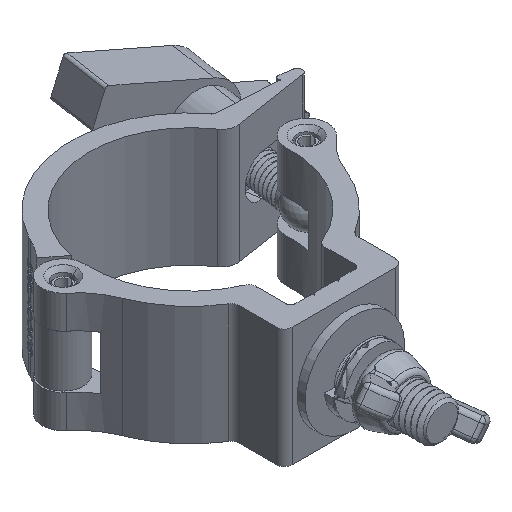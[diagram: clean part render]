
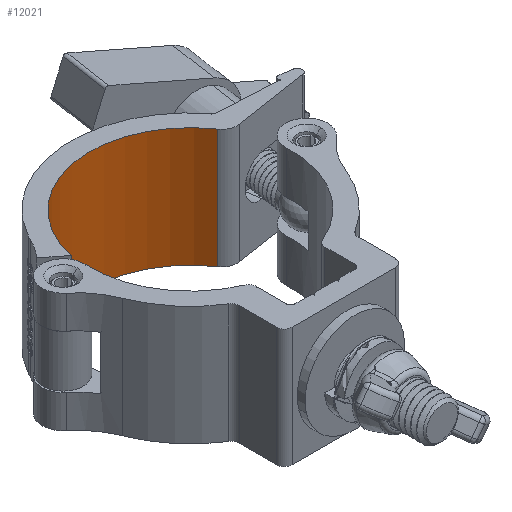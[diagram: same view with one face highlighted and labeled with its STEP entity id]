
A CAD part, isometric view. The second image highlights one B-rep face of the part: STEP entity #12021.
In plain terms, the highlighted cylindrical face has radius 25.4 mm (diameter 50.8 mm), a partial arc.
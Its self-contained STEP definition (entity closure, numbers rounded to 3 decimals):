
#751=CYLINDRICAL_SURFACE('',#12822,25.4);
#1040=FACE_OUTER_BOUND('',#1734,.T.);
#1734=EDGE_LOOP('',(#8207,#8208,#8209,#8210,#8211,#8212,#8213,#8214));
#2469=LINE('',#17106,#3499);
#2470=LINE('',#17110,#3500);
#2471=LINE('',#17114,#3501);
#2472=LINE('',#17117,#3502);
#3499=VECTOR('',#14084,8.5);
#3500=VECTOR('',#14087,13.);
#3501=VECTOR('',#14090,8.5);
#3502=VECTOR('',#14093,30.);
#4509=CIRCLE('',#12813,25.4);
#4517=CIRCLE('',#12823,25.4);
#4518=CIRCLE('',#12824,25.4);
#4519=CIRCLE('',#12825,25.4);
#4838=VERTEX_POINT('',#17073);
#4839=VERTEX_POINT('',#17074);
#4853=VERTEX_POINT('',#17104);
#4854=VERTEX_POINT('',#17108);
#4855=VERTEX_POINT('',#17109);
#4856=VERTEX_POINT('',#17111);
#4857=VERTEX_POINT('',#17113);
#4858=VERTEX_POINT('',#17115);
#6128=EDGE_CURVE('',#4838,#4839,#4509,.T.);
#6144=EDGE_CURVE('',#4839,#4853,#2469,.T.);
#6145=EDGE_CURVE('',#4854,#4855,#2470,.T.);
#6146=EDGE_CURVE('',#4855,#4856,#4517,.T.);
#6147=EDGE_CURVE('',#4856,#4857,#2471,.T.);
#6148=EDGE_CURVE('',#4858,#4857,#4518,.T.);
#6149=EDGE_CURVE('',#4838,#4858,#2472,.T.);
#6150=EDGE_CURVE('',#4854,#4853,#4519,.T.);
#8207=ORIENTED_EDGE('',*,*,#6145,.T.);
#8208=ORIENTED_EDGE('',*,*,#6146,.T.);
#8209=ORIENTED_EDGE('',*,*,#6147,.T.);
#8210=ORIENTED_EDGE('',*,*,#6148,.F.);
#8211=ORIENTED_EDGE('',*,*,#6149,.F.);
#8212=ORIENTED_EDGE('',*,*,#6128,.T.);
#8213=ORIENTED_EDGE('',*,*,#6144,.T.);
#8214=ORIENTED_EDGE('',*,*,#6150,.F.);
#12021=ADVANCED_FACE('',(#1040),#751,.F.);
#12813=AXIS2_PLACEMENT_3D('',#17075,#14058,#14059);
#12822=AXIS2_PLACEMENT_3D('',#17107,#14085,#14086);
#12823=AXIS2_PLACEMENT_3D('',#17112,#14088,#14089);
#12824=AXIS2_PLACEMENT_3D('',#17116,#14091,#14092);
#12825=AXIS2_PLACEMENT_3D('',#17118,#14094,#14095);
#14058=DIRECTION('center_axis',(0.,0.,
1.));
#14059=DIRECTION('ref_axis',(0.828,0.56,0.));
#14084=DIRECTION('',(0.,0.,-1.));
#14085=DIRECTION('center_axis',(0.,0.,
-1.));
#14086=DIRECTION('ref_axis',(-0.993,-0.118,0.));
#14087=DIRECTION('',(0.,0.,-1.));
#14088=DIRECTION('center_axis',(0.,0.,
-1.));
#14089=DIRECTION('ref_axis',(-0.997,0.08,0.));
#14090=DIRECTION('',(0.,0.,-1.));
#14091=DIRECTION('center_axis',(0.,0.,
1.));
#14092=DIRECTION('ref_axis',(0.828,0.56,0.));
#14093=DIRECTION('',(0.,0.,-1.));
#14094=DIRECTION('center_axis',(0.,0.,
-1.));
#14095=DIRECTION('ref_axis',(-0.997,0.08,0.));
#17073=CARTESIAN_POINT('',(-60.599,28.27,78.326));
#17074=CARTESIAN_POINT('',(-106.533,19.093,78.326));
#17075=CARTESIAN_POINT('Origin',(-81.64,14.042,78.326));
#17104=CARTESIAN_POINT('',(-106.533,19.093,69.826));
#17106=CARTESIAN_POINT('',(-106.533,19.093,78.326));
#17107=CARTESIAN_POINT('Origin',(-81.64,14.042,78.326));
#17108=CARTESIAN_POINT('',(-106.959,16.066,69.826));
#17109=CARTESIAN_POINT('',(-106.959,16.066,56.826));
#17110=CARTESIAN_POINT('',(-106.959,16.066,69.826));
#17111=CARTESIAN_POINT('',(-106.533,19.093,56.826));
#17112=CARTESIAN_POINT('Origin',(-81.64,14.042,56.826));
#17113=CARTESIAN_POINT('',(-106.533,19.093,48.326));
#17114=CARTESIAN_POINT('',(-106.533,19.093,56.826));
#17115=CARTESIAN_POINT('',(-60.599,28.27,48.326));
#17116=CARTESIAN_POINT('Origin',(-81.64,14.042,48.326));
#17117=CARTESIAN_POINT('',(-60.599,28.27,78.326));
#17118=CARTESIAN_POINT('Origin',(-81.64,14.042,69.826));
